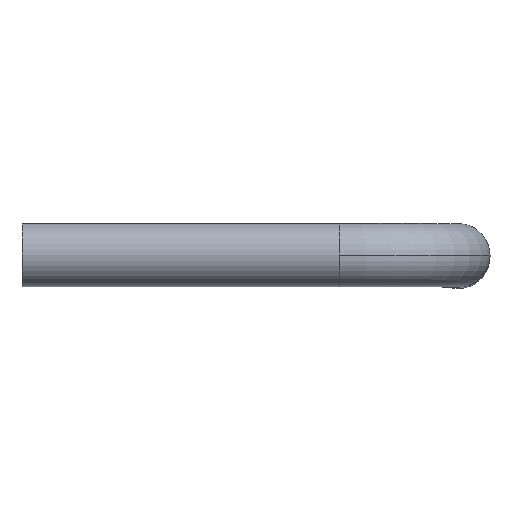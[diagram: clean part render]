
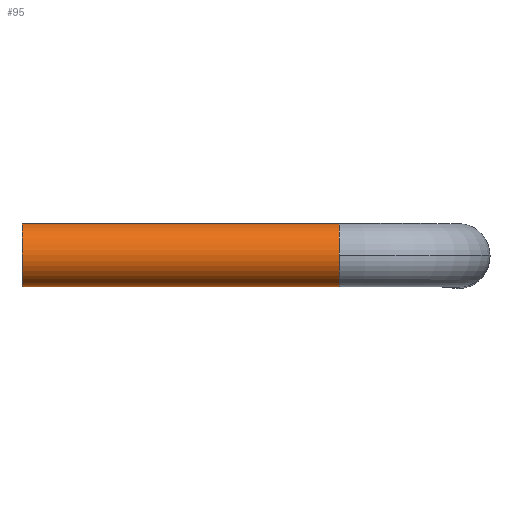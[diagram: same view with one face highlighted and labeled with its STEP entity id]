
A CAD part, top view. The second image highlights one B-rep face of the part: STEP entity #95.
In plain terms, the highlighted cylindrical face has radius 0.4 mm (diameter 0.8 mm), a partial arc.
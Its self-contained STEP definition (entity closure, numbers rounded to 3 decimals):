
#4 = EDGE_CURVE ( 'NONE', #266, #71, #252, .T. ) ;
#7 = VECTOR ( 'NONE', #25, 1000. ) ;
#8 = DIRECTION ( 'NONE',  ( 0., 0., 1. ) ) ;
#9 = ORIENTED_EDGE ( 'NONE', *, *, #191, .F. ) ;
#22 = VERTEX_POINT ( 'NONE', #127 ) ;
#25 = DIRECTION ( 'NONE',  ( -1., 0., 0. ) ) ;
#27 = CARTESIAN_POINT ( 'NONE',  ( -1.5, -0.4, 12. ) ) ;
#41 = DIRECTION ( 'NONE',  ( -1., 0., 0. ) ) ;
#56 = VERTEX_POINT ( 'NONE', #145 ) ;
#62 = DIRECTION ( 'NONE',  ( -1., 0., 0. ) ) ;
#71 = VERTEX_POINT ( 'NONE', #261 ) ;
#75 = EDGE_LOOP ( 'NONE', ( #89, #136, #243, #168, #9 ) ) ;
#81 = DIRECTION ( 'NONE',  ( 0., 0., 1. ) ) ;
#82 = CARTESIAN_POINT ( 'NONE',  ( -1.5, 0., 12. ) ) ;
#89 = ORIENTED_EDGE ( 'NONE', *, *, #132, .T. ) ;
#95 = ADVANCED_FACE ( 'NONE', ( #205 ), #166, .T. ) ;
#106 = EDGE_CURVE ( 'NONE', #22, #71, #110, .T. ) ;
#108 = CARTESIAN_POINT ( 'NONE',  ( -1.5, -0.4, 12. ) ) ;
#110 = CIRCLE ( 'NONE', #142, 0.4 ) ;
#111 = DIRECTION ( 'NONE',  ( -1., 0., 0. ) ) ;
#127 = CARTESIAN_POINT ( 'NONE',  ( -5.5, -0.4, 12. ) ) ;
#132 = EDGE_CURVE ( 'NONE', #146, #56, #172, .T. ) ;
#136 = ORIENTED_EDGE ( 'NONE', *, *, #160, .T. ) ;
#142 = AXIS2_PLACEMENT_3D ( 'NONE', #196, #245, #8 ) ;
#145 = CARTESIAN_POINT ( 'NONE',  ( -1.5, 0., 12.4 ) ) ;
#146 = VERTEX_POINT ( 'NONE', #108 ) ;
#160 = EDGE_CURVE ( 'NONE', #56, #266, #280, .T. ) ;
#166 = CYLINDRICAL_SURFACE ( 'NONE', #199, 0.4 ) ;
#168 = ORIENTED_EDGE ( 'NONE', *, *, #106, .F. ) ;
#172 = CIRCLE ( 'NONE', #220, 0.4 ) ;
#182 = VECTOR ( 'NONE', #62, 1000. ) ;
#191 = EDGE_CURVE ( 'NONE', #146, #22, #213, .T. ) ;
#196 = CARTESIAN_POINT ( 'NONE',  ( -5.5, 0., 12. ) ) ;
#198 = DIRECTION ( 'NONE',  ( 0., -1., 0. ) ) ;
#199 = AXIS2_PLACEMENT_3D ( 'NONE', #218, #111, #198 ) ;
#205 = FACE_OUTER_BOUND ( 'NONE', #75, .T. ) ;
#213 = LINE ( 'NONE', #27, #182 ) ;
#215 = CARTESIAN_POINT ( 'NONE',  ( -1.5, 0.4, 12. ) ) ;
#218 = CARTESIAN_POINT ( 'NONE',  ( -1.5, 0., 12. ) ) ;
#219 = CARTESIAN_POINT ( 'NONE',  ( -1.5, 0., 12. ) ) ;
#220 = AXIS2_PLACEMENT_3D ( 'NONE', #219, #41, #81 ) ;
#223 = DIRECTION ( 'NONE',  ( 0., 0., 1. ) ) ;
#243 = ORIENTED_EDGE ( 'NONE', *, *, #4, .T. ) ;
#244 = DIRECTION ( 'NONE',  ( -1., 0., 0. ) ) ;
#245 = DIRECTION ( 'NONE',  ( -1., 0., 0. ) ) ;
#252 = LINE ( 'NONE', #215, #7 ) ;
#261 = CARTESIAN_POINT ( 'NONE',  ( -5.5, 0.4, 12. ) ) ;
#266 = VERTEX_POINT ( 'NONE', #269 ) ;
#269 = CARTESIAN_POINT ( 'NONE',  ( -1.5, 0.4, 12. ) ) ;
#276 = AXIS2_PLACEMENT_3D ( 'NONE', #82, #244, #223 ) ;
#280 = CIRCLE ( 'NONE', #276, 0.4 ) ;
